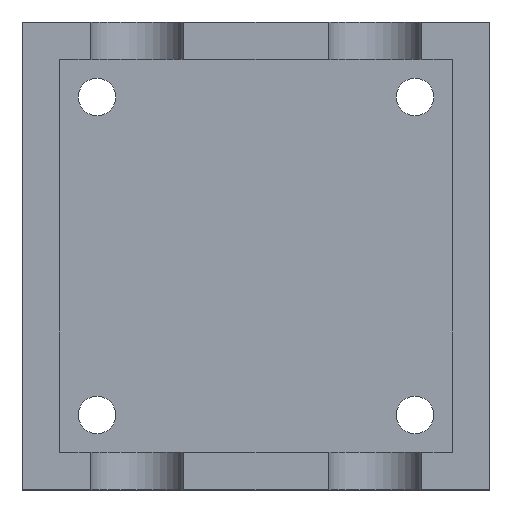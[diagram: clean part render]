
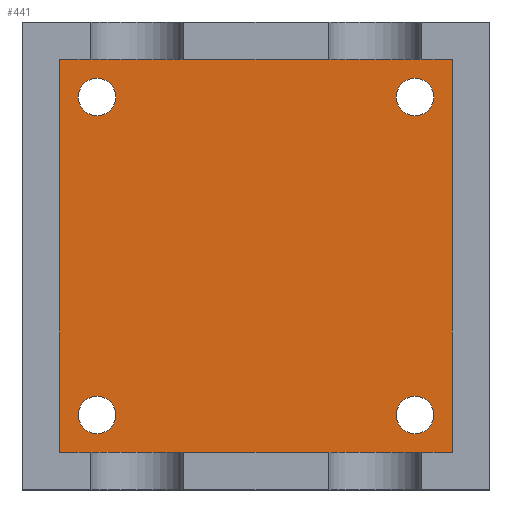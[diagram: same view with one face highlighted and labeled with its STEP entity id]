
A CAD part, top view. The second image highlights one B-rep face of the part: STEP entity #441.
In plain terms, the highlighted planar face has unit normal (0, 0, 1).
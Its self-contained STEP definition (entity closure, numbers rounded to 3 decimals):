
#341 = EDGE_CURVE('',#342,#344,#346,.T.);
#342 = VERTEX_POINT('',#343);
#343 = CARTESIAN_POINT('',(10.5,10.5,2.));
#344 = VERTEX_POINT('',#345);
#345 = CARTESIAN_POINT('',(-10.5,10.5,2.));
#346 = LINE('',#347,#348);
#347 = CARTESIAN_POINT('',(6.25,10.5,2.));
#348 = VECTOR('',#349,1.);
#349 = DIRECTION('',(-1.,0.,0.));
#378 = VERTEX_POINT('',#379);
#379 = CARTESIAN_POINT('',(-10.5,-10.5,2.));
#385 = EDGE_CURVE('',#344,#378,#386,.T.);
#386 = LINE('',#387,#388);
#387 = CARTESIAN_POINT('',(-10.5,6.25,2.));
#388 = VECTOR('',#389,1.);
#389 = DIRECTION('',(0.,-1.,0.));
#404 = VERTEX_POINT('',#405);
#405 = CARTESIAN_POINT('',(10.5,-10.5,2.));
#411 = EDGE_CURVE('',#378,#404,#412,.T.);
#412 = LINE('',#413,#414);
#413 = CARTESIAN_POINT('',(-6.25,-10.5,2.));
#414 = VECTOR('',#415,1.);
#415 = DIRECTION('',(1.,0.,0.));
#430 = EDGE_CURVE('',#404,#342,#431,.T.);
#431 = LINE('',#432,#433);
#432 = CARTESIAN_POINT('',(10.5,-6.25,2.));
#433 = VECTOR('',#434,1.);
#434 = DIRECTION('',(0.,1.,0.));
#441 = ADVANCED_FACE('',(#442,#448,#459,#470,#481),#492,.T.);
#442 = FACE_BOUND('',#443,.T.);
#443 = EDGE_LOOP('',(#444,#445,#446,#447));
#444 = ORIENTED_EDGE('',*,*,#385,.T.);
#445 = ORIENTED_EDGE('',*,*,#411,.T.);
#446 = ORIENTED_EDGE('',*,*,#430,.T.);
#447 = ORIENTED_EDGE('',*,*,#341,.T.);
#448 = FACE_BOUND('',#449,.T.);
#449 = EDGE_LOOP('',(#450));
#450 = ORIENTED_EDGE('',*,*,#451,.T.);
#451 = EDGE_CURVE('',#452,#452,#454,.T.);
#452 = VERTEX_POINT('',#453);
#453 = CARTESIAN_POINT('',(-9.5,-8.5,2.));
#454 = CIRCLE('',#455,1.);
#455 = AXIS2_PLACEMENT_3D('',#456,#457,#458);
#456 = CARTESIAN_POINT('',(-8.5,-8.5,2.));
#457 = DIRECTION('',(0.,0.,-1.));
#458 = DIRECTION('',(-1.,-0.,-0.));
#459 = FACE_BOUND('',#460,.T.);
#460 = EDGE_LOOP('',(#461));
#461 = ORIENTED_EDGE('',*,*,#462,.F.);
#462 = EDGE_CURVE('',#463,#463,#465,.T.);
#463 = VERTEX_POINT('',#464);
#464 = CARTESIAN_POINT('',(9.5,-8.5,2.));
#465 = CIRCLE('',#466,1.);
#466 = AXIS2_PLACEMENT_3D('',#467,#468,#469);
#467 = CARTESIAN_POINT('',(8.5,-8.5,2.));
#468 = DIRECTION('',(0.,0.,1.));
#469 = DIRECTION('',(1.,0.,0.));
#470 = FACE_BOUND('',#471,.T.);
#471 = EDGE_LOOP('',(#472));
#472 = ORIENTED_EDGE('',*,*,#473,.F.);
#473 = EDGE_CURVE('',#474,#474,#476,.T.);
#474 = VERTEX_POINT('',#475);
#475 = CARTESIAN_POINT('',(-9.5,8.5,2.));
#476 = CIRCLE('',#477,1.);
#477 = AXIS2_PLACEMENT_3D('',#478,#479,#480);
#478 = CARTESIAN_POINT('',(-8.5,8.5,2.));
#479 = DIRECTION('',(0.,0.,1.));
#480 = DIRECTION('',(-1.,0.,0.));
#481 = FACE_BOUND('',#482,.T.);
#482 = EDGE_LOOP('',(#483));
#483 = ORIENTED_EDGE('',*,*,#484,.T.);
#484 = EDGE_CURVE('',#485,#485,#487,.T.);
#485 = VERTEX_POINT('',#486);
#486 = CARTESIAN_POINT('',(9.5,8.5,2.));
#487 = CIRCLE('',#488,1.);
#488 = AXIS2_PLACEMENT_3D('',#489,#490,#491);
#489 = CARTESIAN_POINT('',(8.5,8.5,2.));
#490 = DIRECTION('',(0.,0.,-1.));
#491 = DIRECTION('',(1.,0.,0.));
#492 = PLANE('',#493);
#493 = AXIS2_PLACEMENT_3D('',#494,#495,#496);
#494 = CARTESIAN_POINT('',(0.,0.,2.));
#495 = DIRECTION('',(0.,0.,1.));
#496 = DIRECTION('',(1.,0.,0.));
